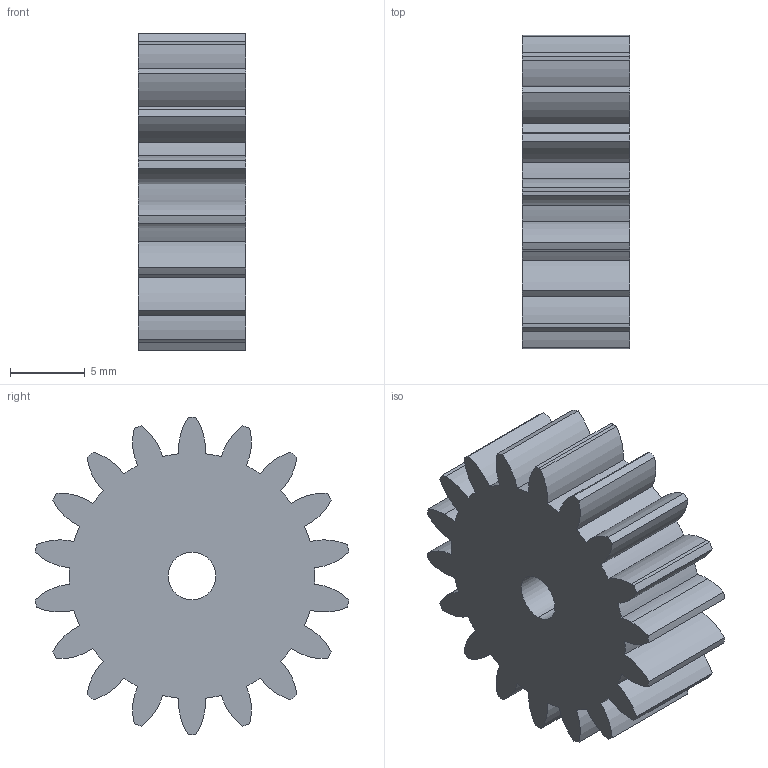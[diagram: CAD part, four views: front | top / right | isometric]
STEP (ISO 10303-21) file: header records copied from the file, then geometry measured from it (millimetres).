
FILE_DESCRIPTION (( 'STEP AP214' ), '1' );
FILE_NAME ('18T Gear.STEP', '2024-11-10T02:55:54', ( '' ), ( '' ), 'SwSTEP 2.0', 'SolidWorks 2024', '' );
FILE_SCHEMA (( 'AUTOMOTIVE_DESIGN' ));
Length unit declared in the file: inch
Products named in the file (1): 18T Gear
Bounding box: 7.14 x 20.93 x 21.17 mm (x, y, z)
Volume: 1893.9 mm3; surface area: 1463.6 mm2
Topology: 1 solids, 1 shells, 81 faces, 237 edges, 158 vertices
Faces by surface type: cylinder 79, plane 2
Entity records: 2820 total; most frequent: DIRECTION 559, CARTESIAN_POINT 477, ORIENTED_EDGE 474, AXIS2_PLACEMENT_3D 240, EDGE_CURVE 237, CIRCLE 158, VERTEX_POINT 158, EDGE_LOOP 83
